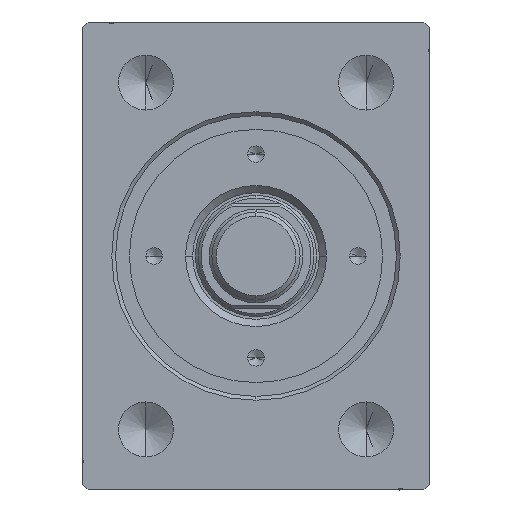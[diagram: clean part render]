
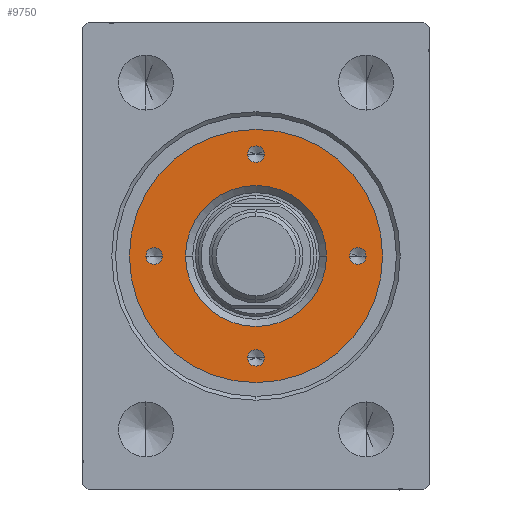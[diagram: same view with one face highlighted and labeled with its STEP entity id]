
A CAD part, left-side view. The second image highlights one B-rep face of the part: STEP entity #9750.
In plain terms, the highlighted face is planar.
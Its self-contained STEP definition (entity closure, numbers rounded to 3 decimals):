
#1709 = AXIS2_PLACEMENT_3D ( 'NONE', #1729, #8946, #43372 ) ;
#1729 = CARTESIAN_POINT ( 'NONE',  ( 0., 0., 72.8 ) ) ;
#1984 = EDGE_CURVE ( 'NONE', #11206, #22944, #8839, .T. ) ;
#2463 = DIRECTION ( 'NONE',  ( 0., 0., 1. ) ) ;
#2537 = VERTEX_POINT ( 'NONE', #37674 ) ;
#2606 = VERTEX_POINT ( 'NONE', #22313 ) ;
#2637 = CARTESIAN_POINT ( 'NONE',  ( 0., 0., 72.8 ) ) ;
#2673 = DIRECTION ( 'NONE',  ( 0., 0., -1. ) ) ;
#2779 = AXIS2_PLACEMENT_3D ( 'NONE', #23326, #37066, #39994 ) ;
#2882 = CARTESIAN_POINT ( 'NONE',  ( 23., 0., 72.8 ) ) ;
#2972 = CARTESIAN_POINT ( 'NONE',  ( -17., 0., 72.8 ) ) ;
#3075 = VERTEX_POINT ( 'NONE', #38154 ) ;
#3222 = ORIENTED_EDGE ( 'NONE', *, *, #35560, .T. ) ;
#3520 = ORIENTED_EDGE ( 'NONE', *, *, #41675, .T. ) ;
#4203 = EDGE_CURVE ( 'NONE', #25744, #43697, #18831, .T. ) ;
#4459 = FACE_BOUND ( 'NONE', #8568, .T. ) ;
#5585 = AXIS2_PLACEMENT_3D ( 'NONE', #13091, #27037, #9944 ) ;
#6255 = DIRECTION ( 'NONE',  ( 1., 0., 0. ) ) ;
#6309 = CIRCLE ( 'NONE', #22111, 1.5 ) ;
#6941 = CIRCLE ( 'NONE', #34285, 12.8 ) ;
#7107 = CARTESIAN_POINT ( 'NONE',  ( 18.5, 0., 72.8 ) ) ;
#7352 = ORIENTED_EDGE ( 'NONE', *, *, #40441, .F. ) ;
#7673 = EDGE_CURVE ( 'NONE', #3075, #14647, #26118, .T. ) ;
#7849 = FACE_BOUND ( 'NONE', #29251, .T. ) ;
#8568 = EDGE_LOOP ( 'NONE', ( #18448, #19673 ) ) ;
#8839 = CIRCLE ( 'NONE', #20346, 12.8 ) ;
#8946 = DIRECTION ( 'NONE',  ( 0., 0., 1. ) ) ;
#9270 = DIRECTION ( 'NONE',  ( 0., 0., 1. ) ) ;
#9359 = AXIS2_PLACEMENT_3D ( 'NONE', #29559, #43281, #16502 ) ;
#9750 = ADVANCED_FACE ( 'NONE', ( #28328, #4459, #42042, #7849, #39339, #29872 ), #43585, .T. ) ;
#9944 = DIRECTION ( 'NONE',  ( 1., 0., 0. ) ) ;
#10234 = AXIS2_PLACEMENT_3D ( 'NONE', #11521, #35387, #31995 ) ;
#11206 = VERTEX_POINT ( 'NONE', #20550 ) ;
#11458 = EDGE_LOOP ( 'NONE', ( #24170, #33270 ) ) ;
#11521 = CARTESIAN_POINT ( 'NONE',  ( -18.5, 0., 72.8 ) ) ;
#12445 = CARTESIAN_POINT ( 'NONE',  ( -20., 0., 72.8 ) ) ;
#13091 = CARTESIAN_POINT ( 'NONE',  ( -18.5, 0., 72.8 ) ) ;
#14647 = VERTEX_POINT ( 'NONE', #35014 ) ;
#14710 = ORIENTED_EDGE ( 'NONE', *, *, #1984, .T. ) ;
#14914 = VERTEX_POINT ( 'NONE', #44121 ) ;
#15996 = CARTESIAN_POINT ( 'NONE',  ( 0., -18.5, 72.8 ) ) ;
#16502 = DIRECTION ( 'NONE',  ( 1., 0., 0. ) ) ;
#16680 = EDGE_CURVE ( 'NONE', #2606, #2537, #6309, .T. ) ;
#16907 = VERTEX_POINT ( 'NONE', #18125 ) ;
#17600 = EDGE_LOOP ( 'NONE', ( #18198, #25438 ) ) ;
#17681 = DIRECTION ( 'NONE',  ( 1., 0., 0. ) ) ;
#18028 = VERTEX_POINT ( 'NONE', #43796 ) ;
#18125 = CARTESIAN_POINT ( 'NONE',  ( -1.5, 18.5, 72.8 ) ) ;
#18173 = EDGE_CURVE ( 'NONE', #2537, #2606, #30840, .T. ) ;
#18198 = ORIENTED_EDGE ( 'NONE', *, *, #40194, .F. ) ;
#18448 = ORIENTED_EDGE ( 'NONE', *, *, #44405, .F. ) ;
#18831 = CIRCLE ( 'NONE', #10234, 1.5 ) ;
#18884 = DIRECTION ( 'NONE',  ( 0., 0., 1. ) ) ;
#18903 = DIRECTION ( 'NONE',  ( 0., 0., 1. ) ) ;
#19673 = ORIENTED_EDGE ( 'NONE', *, *, #38525, .F. ) ;
#19777 = CARTESIAN_POINT ( 'NONE',  ( 12.8, 0., 72.8 ) ) ;
#20346 = AXIS2_PLACEMENT_3D ( 'NONE', #2637, #37093, #6255 ) ;
#20550 = CARTESIAN_POINT ( 'NONE',  ( -12.8, 0., 72.8 ) ) ;
#21620 = ORIENTED_EDGE ( 'NONE', *, *, #7673, .F. ) ;
#22086 = VERTEX_POINT ( 'NONE', #2882 ) ;
#22111 = AXIS2_PLACEMENT_3D ( 'NONE', #7107, #34801, #17681 ) ;
#22206 = DIRECTION ( 'NONE',  ( 1., 0., 0. ) ) ;
#22313 = CARTESIAN_POINT ( 'NONE',  ( 20., 0., 72.8 ) ) ;
#22944 = VERTEX_POINT ( 'NONE', #19777 ) ;
#23326 = CARTESIAN_POINT ( 'NONE',  ( 0., 0., 72.8 ) ) ;
#24170 = ORIENTED_EDGE ( 'NONE', *, *, #16680, .F. ) ;
#24326 = EDGE_CURVE ( 'NONE', #14914, #22086, #30183, .T. ) ;
#24339 = AXIS2_PLACEMENT_3D ( 'NONE', #25877, #18903, #42976 ) ;
#25011 = CIRCLE ( 'NONE', #5585, 1.5 ) ;
#25168 = EDGE_LOOP ( 'NONE', ( #29540, #3520 ) ) ;
#25438 = ORIENTED_EDGE ( 'NONE', *, *, #4203, .F. ) ;
#25744 = VERTEX_POINT ( 'NONE', #12445 ) ;
#25877 = CARTESIAN_POINT ( 'NONE',  ( 0., -18.5, 72.8 ) ) ;
#26118 = CIRCLE ( 'NONE', #42631, 1.5 ) ;
#26249 = DIRECTION ( 'NONE',  ( 0., 0., 1. ) ) ;
#27037 = DIRECTION ( 'NONE',  ( 0., 0., 1. ) ) ;
#27217 = CIRCLE ( 'NONE', #2779, 23. ) ;
#28328 = FACE_BOUND ( 'NONE', #17600, .T. ) ;
#29251 = EDGE_LOOP ( 'NONE', ( #21620, #7352 ) ) ;
#29540 = ORIENTED_EDGE ( 'NONE', *, *, #24326, .T. ) ;
#29559 = CARTESIAN_POINT ( 'NONE',  ( 0., 0., 72.8 ) ) ;
#29872 = FACE_OUTER_BOUND ( 'NONE', #25168, .T. ) ;
#30183 = CIRCLE ( 'NONE', #9359, 23. ) ;
#30379 = DIRECTION ( 'NONE',  ( 1., 0., 0. ) ) ;
#30840 = CIRCLE ( 'NONE', #31550, 1.5 ) ;
#31550 = AXIS2_PLACEMENT_3D ( 'NONE', #43461, #9270, #36937 ) ;
#31995 = DIRECTION ( 'NONE',  ( 1., 0., 0. ) ) ;
#33270 = ORIENTED_EDGE ( 'NONE', *, *, #18173, .F. ) ;
#33533 = CARTESIAN_POINT ( 'NONE',  ( 0., 0., 72.8 ) ) ;
#34285 = AXIS2_PLACEMENT_3D ( 'NONE', #33533, #2673, #30379 ) ;
#34801 = DIRECTION ( 'NONE',  ( 0., 0., 1. ) ) ;
#35014 = CARTESIAN_POINT ( 'NONE',  ( -1.5, -18.5, 72.8 ) ) ;
#35387 = DIRECTION ( 'NONE',  ( 0., 0., 1. ) ) ;
#35560 = EDGE_CURVE ( 'NONE', #22944, #11206, #6941, .T. ) ;
#36937 = DIRECTION ( 'NONE',  ( 1., 0., 0. ) ) ;
#37066 = DIRECTION ( 'NONE',  ( 0., 0., 1. ) ) ;
#37093 = DIRECTION ( 'NONE',  ( 0., 0., -1. ) ) ;
#37513 = EDGE_LOOP ( 'NONE', ( #3222, #14710 ) ) ;
#37674 = CARTESIAN_POINT ( 'NONE',  ( 17., 0., 72.8 ) ) ;
#38154 = CARTESIAN_POINT ( 'NONE',  ( 1.5, -18.5, 72.8 ) ) ;
#38525 = EDGE_CURVE ( 'NONE', #16907, #18028, #40770, .T. ) ;
#38633 = AXIS2_PLACEMENT_3D ( 'NONE', #43564, #26249, #22206 ) ;
#39339 = FACE_BOUND ( 'NONE', #37513, .T. ) ;
#39364 = CARTESIAN_POINT ( 'NONE',  ( 0., 18.5, 72.8 ) ) ;
#39994 = DIRECTION ( 'NONE',  ( 1., 0., 0. ) ) ;
#40194 = EDGE_CURVE ( 'NONE', #43697, #25744, #25011, .T. ) ;
#40295 = DIRECTION ( 'NONE',  ( 1., 0., 0. ) ) ;
#40441 = EDGE_CURVE ( 'NONE', #14647, #3075, #43723, .T. ) ;
#40770 = CIRCLE ( 'NONE', #38633, 1.5 ) ;
#41673 = CIRCLE ( 'NONE', #42383, 1.5 ) ;
#41675 = EDGE_CURVE ( 'NONE', #22086, #14914, #27217, .T. ) ;
#41972 = DIRECTION ( 'NONE',  ( 1., 0., 0. ) ) ;
#42042 = FACE_BOUND ( 'NONE', #11458, .T. ) ;
#42383 = AXIS2_PLACEMENT_3D ( 'NONE', #39364, #18884, #41972 ) ;
#42631 = AXIS2_PLACEMENT_3D ( 'NONE', #15996, #2463, #40295 ) ;
#42976 = DIRECTION ( 'NONE',  ( 1., 0., 0. ) ) ;
#43281 = DIRECTION ( 'NONE',  ( 0., 0., 1. ) ) ;
#43372 = DIRECTION ( 'NONE',  ( 1., 0., 0. ) ) ;
#43461 = CARTESIAN_POINT ( 'NONE',  ( 18.5, 0., 72.8 ) ) ;
#43564 = CARTESIAN_POINT ( 'NONE',  ( 0., 18.5, 72.8 ) ) ;
#43585 = PLANE ( 'NONE',  #1709 ) ;
#43697 = VERTEX_POINT ( 'NONE', #2972 ) ;
#43723 = CIRCLE ( 'NONE', #24339, 1.5 ) ;
#43796 = CARTESIAN_POINT ( 'NONE',  ( 1.5, 18.5, 72.8 ) ) ;
#44121 = CARTESIAN_POINT ( 'NONE',  ( -23., 0., 72.8 ) ) ;
#44405 = EDGE_CURVE ( 'NONE', #18028, #16907, #41673, .T. ) ;
